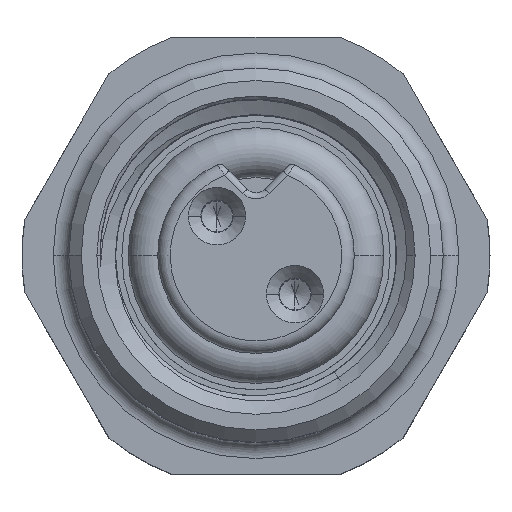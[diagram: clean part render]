
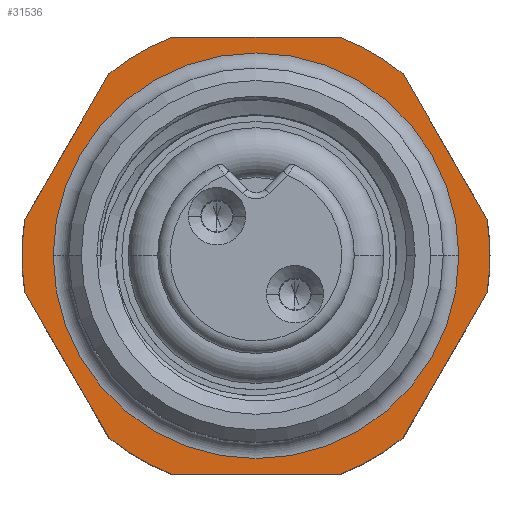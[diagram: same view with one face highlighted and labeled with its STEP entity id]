
A CAD part, top view. The second image highlights one B-rep face of the part: STEP entity #31536.
In plain terms, the highlighted planar face has unit normal (0, 0, 1).
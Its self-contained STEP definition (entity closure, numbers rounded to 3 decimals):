
#27437=CARTESIAN_POINT('',(0.,0.,-1.3));
#27438=DIRECTION('',(0.,0.,-1.));
#27439=DIRECTION('',(0.359,0.933,0.));
#27440=AXIS2_PLACEMENT_3D('',#27437,#27438,#27439);
#27442=DIRECTION('',(0.5,-0.866,0.));
#27443=VECTOR('',#27442,2.693);
#27444=CARTESIAN_POINT('',(2.358,2.916,-1.3));
#27445=LINE('',#27444,#27443);
#27446=CARTESIAN_POINT('',(0.,0.,-1.3));
#27447=DIRECTION('',(0.,0.,-1.));
#27448=DIRECTION('',(0.988,0.156,0.));
#27449=AXIS2_PLACEMENT_3D('',#27446,#27447,#27448);
#27451=DIRECTION('',(-0.5,-0.866,0.));
#27452=VECTOR('',#27451,2.693);
#27453=CARTESIAN_POINT('',(3.704,-0.584,-1.3));
#27454=LINE('',#27453,#27452);
#27455=CARTESIAN_POINT('',(0.,0.,-1.3));
#27456=DIRECTION('',(0.,0.,-1.));
#27457=DIRECTION('',(0.629,-0.778,0.));
#27458=AXIS2_PLACEMENT_3D('',#27455,#27456,#27457);
#27460=DIRECTION('',(-1.,0.,0.));
#27461=VECTOR('',#27460,2.693);
#27462=CARTESIAN_POINT('',(1.346,-3.5,-1.3));
#27463=LINE('',#27462,#27461);
#27464=CARTESIAN_POINT('',(0.,0.,-1.3));
#27465=DIRECTION('',(0.,0.,-1.));
#27466=DIRECTION('',(-0.359,-0.933,0.));
#27467=AXIS2_PLACEMENT_3D('',#27464,#27465,#27466);
#27469=DIRECTION('',(-0.5,0.866,0.));
#27470=VECTOR('',#27469,2.693);
#27471=CARTESIAN_POINT('',(-2.358,-2.916,-1.3));
#27472=LINE('',#27471,#27470);
#27473=CARTESIAN_POINT('',(0.,0.,-1.3));
#27474=DIRECTION('',(0.,0.,-1.));
#27475=DIRECTION('',(-0.988,-0.156,0.));
#27476=AXIS2_PLACEMENT_3D('',#27473,#27474,#27475);
#27478=DIRECTION('',(0.5,0.866,0.));
#27479=VECTOR('',#27478,2.693);
#27480=CARTESIAN_POINT('',(-3.704,0.584,-1.3));
#27481=LINE('',#27480,#27479);
#27482=CARTESIAN_POINT('',(0.,0.,-1.3));
#27483=DIRECTION('',(0.,0.,-1.));
#27484=DIRECTION('',(-0.629,0.778,0.));
#27485=AXIS2_PLACEMENT_3D('',#27482,#27483,#27484);
#27487=DIRECTION('',(1.,0.,0.));
#27488=VECTOR('',#27487,2.693);
#27489=CARTESIAN_POINT('',(-1.346,3.5,-1.3));
#27490=LINE('',#27489,#27488);
#27491=CARTESIAN_POINT('',(0.,0.,-1.3));
#27492=DIRECTION('',(0.,0.,-1.));
#27493=DIRECTION('',(1.,0.,0.));
#27494=AXIS2_PLACEMENT_3D('',#27491,#27492,#27493);
#27496=CARTESIAN_POINT('',(0.,0.,-1.3));
#27497=DIRECTION('',(0.,0.,-1.));
#27498=DIRECTION('',(-1.,0.,0.));
#27499=AXIS2_PLACEMENT_3D('',#27496,#27497,#27498);
#31138=CARTESIAN_POINT('',(1.346,3.5,-1.3));
#31139=CARTESIAN_POINT('',(2.358,2.916,-1.3));
#31140=VERTEX_POINT('',#31138);
#31141=VERTEX_POINT('',#31139);
#31142=CARTESIAN_POINT('',(3.704,0.584,-1.3));
#31143=VERTEX_POINT('',#31142);
#31144=CARTESIAN_POINT('',(3.704,-0.584,-1.3));
#31145=VERTEX_POINT('',#31144);
#31146=CARTESIAN_POINT('',(2.358,-2.916,-1.3));
#31147=VERTEX_POINT('',#31146);
#31148=CARTESIAN_POINT('',(1.346,-3.5,-1.3));
#31149=VERTEX_POINT('',#31148);
#31150=CARTESIAN_POINT('',(-1.346,-3.5,-1.3));
#31151=VERTEX_POINT('',#31150);
#31152=CARTESIAN_POINT('',(-2.358,-2.916,-1.3));
#31153=VERTEX_POINT('',#31152);
#31154=CARTESIAN_POINT('',(-3.704,-0.584,-1.3));
#31155=VERTEX_POINT('',#31154);
#31156=CARTESIAN_POINT('',(-3.704,0.584,-1.3));
#31157=VERTEX_POINT('',#31156);
#31158=CARTESIAN_POINT('',(-2.358,2.916,-1.3));
#31159=VERTEX_POINT('',#31158);
#31160=CARTESIAN_POINT('',(-1.346,3.5,-1.3));
#31161=VERTEX_POINT('',#31160);
#31166=CARTESIAN_POINT('',(3.25,0.,-1.3));
#31167=CARTESIAN_POINT('',(-3.25,0.,-1.3));
#31168=VERTEX_POINT('',#31166);
#31169=VERTEX_POINT('',#31167);
#31501=CARTESIAN_POINT('',(0.,0.,-1.3));
#31502=DIRECTION('',(0.,0.,-1.));
#31503=DIRECTION('',(-1.,0.,0.));
#31504=AXIS2_PLACEMENT_3D('',#31501,#31502,#31503);
#31505=PLANE('',#31504);
#31507=ORIENTED_EDGE('',*,*,#31506,.T.);
#31509=ORIENTED_EDGE('',*,*,#31508,.T.);
#31511=ORIENTED_EDGE('',*,*,#31510,.T.);
#31513=ORIENTED_EDGE('',*,*,#31512,.T.);
#31515=ORIENTED_EDGE('',*,*,#31514,.T.);
#31517=ORIENTED_EDGE('',*,*,#31516,.T.);
#31519=ORIENTED_EDGE('',*,*,#31518,.T.);
#31521=ORIENTED_EDGE('',*,*,#31520,.T.);
#31523=ORIENTED_EDGE('',*,*,#31522,.T.);
#31525=ORIENTED_EDGE('',*,*,#31524,.T.);
#31527=ORIENTED_EDGE('',*,*,#31526,.T.);
#31529=ORIENTED_EDGE('',*,*,#31528,.T.);
#31530=EDGE_LOOP('',(#31507,#31509,#31511,#31513,#31515,#31517,#31519,#31521,
#31523,#31525,#31527,#31529));
#31531=FACE_OUTER_BOUND('',#31530,.F.);
#31532=ORIENTED_EDGE('',*,*,#31483,.F.);
#31533=ORIENTED_EDGE('',*,*,#31468,.F.);
#31534=EDGE_LOOP('',(#31532,#31533));
#31535=FACE_BOUND('',#31534,.F.);
#27441=CIRCLE('',#27440,3.75);
#27450=CIRCLE('',#27449,3.75);
#27459=CIRCLE('',#27458,3.75);
#27468=CIRCLE('',#27467,3.75);
#27477=CIRCLE('',#27476,3.75);
#27486=CIRCLE('',#27485,3.75);
#27495=CIRCLE('',#27494,3.25);
#27500=CIRCLE('',#27499,3.25);
#31468=EDGE_CURVE('',#31169,#31168,#27500,.T.);
#31483=EDGE_CURVE('',#31168,#31169,#27495,.T.);
#31506=EDGE_CURVE('',#31140,#31141,#27441,.T.);
#31508=EDGE_CURVE('',#31141,#31143,#27445,.T.);
#31510=EDGE_CURVE('',#31143,#31145,#27450,.T.);
#31512=EDGE_CURVE('',#31145,#31147,#27454,.T.);
#31514=EDGE_CURVE('',#31147,#31149,#27459,.T.);
#31516=EDGE_CURVE('',#31149,#31151,#27463,.T.);
#31518=EDGE_CURVE('',#31151,#31153,#27468,.T.);
#31520=EDGE_CURVE('',#31153,#31155,#27472,.T.);
#31522=EDGE_CURVE('',#31155,#31157,#27477,.T.);
#31524=EDGE_CURVE('',#31157,#31159,#27481,.T.);
#31526=EDGE_CURVE('',#31159,#31161,#27486,.T.);
#31528=EDGE_CURVE('',#31161,#31140,#27490,.T.);
#31536=ADVANCED_FACE('',(#31531,#31535),#31505,.F.);
